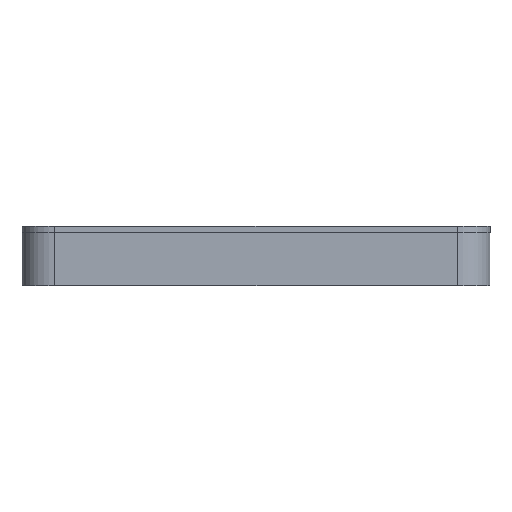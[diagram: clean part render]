
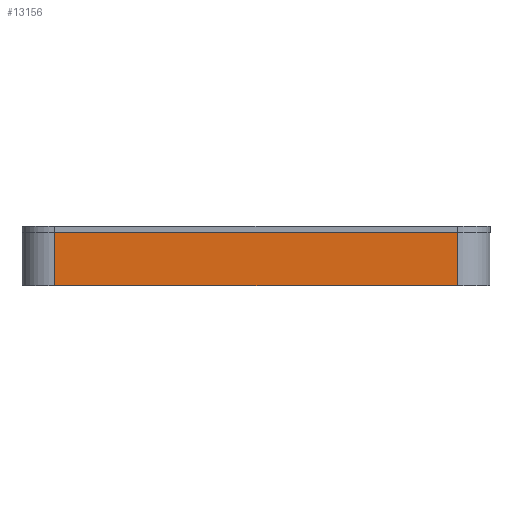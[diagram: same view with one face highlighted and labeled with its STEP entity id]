
A CAD part, front view. The second image highlights one B-rep face of the part: STEP entity #13156.
In plain terms, the highlighted planar face has unit normal (0, -1, 0).
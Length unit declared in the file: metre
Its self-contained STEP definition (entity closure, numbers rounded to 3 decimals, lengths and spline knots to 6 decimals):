
#836=PLANE('',#14473);
#1215=LINE('',#19632,#2668);
#1216=LINE('',#19635,#2669);
#1217=LINE('',#19637,#2670);
#1218=LINE('',#19639,#2671);
#2668=VECTOR('',#15952,1.);
#2669=VECTOR('',#15953,1.);
#2670=VECTOR('',#15954,1.);
#2671=VECTOR('',#15955,1.);
#4467=ORIENTED_EDGE('',*,*,#7035,.F.);
#4468=ORIENTED_EDGE('',*,*,#7036,.T.);
#4469=ORIENTED_EDGE('',*,*,#7037,.T.);
#4470=ORIENTED_EDGE('',*,*,#7038,.T.);
#7035=EDGE_CURVE('',#9075,#9076,#1215,.T.);
#7036=EDGE_CURVE('',#9075,#9077,#1216,.F.);
#7037=EDGE_CURVE('',#9077,#9078,#1217,.T.);
#7038=EDGE_CURVE('',#9078,#9076,#1218,.T.);
#9075=VERTEX_POINT('',#19633);
#9076=VERTEX_POINT('',#19634);
#9077=VERTEX_POINT('',#19636);
#9078=VERTEX_POINT('',#19638);
#11609=EDGE_LOOP('',(#4467,#4468,#4469,#4470));
#12337=FACE_BOUND('',#11609,.T.);
#13156=ADVANCED_FACE('',(#12337),#836,.T.);
#14473=AXIS2_PLACEMENT_3D('',#19631,#15950,#15951);
#15950=DIRECTION('',(0.,-1.,0.));
#15951=DIRECTION('',(1.,0.,0.));
#15952=DIRECTION('',(-1.,0.,0.));
#15953=DIRECTION('',(0.,0.,-1.));
#15954=DIRECTION('',(-1.,0.,0.));
#15955=DIRECTION('',(0.,0.,-1.));
#19631=CARTESIAN_POINT('',(0.,-0.0581,0.013));
#19632=CARTESIAN_POINT('',(0.,-0.0581,0.));
#19633=CARTESIAN_POINT('',(0.0491,-0.0581,0.));
#19634=CARTESIAN_POINT('',(-0.0491,-0.0581,0.));
#19635=CARTESIAN_POINT('',(0.0491,-0.0581,0.013));
#19636=CARTESIAN_POINT('',(0.0491,-0.0581,0.013));
#19637=CARTESIAN_POINT('',(0.,-0.0581,0.013));
#19638=CARTESIAN_POINT('',(-0.0491,-0.0581,0.013));
#19639=CARTESIAN_POINT('',(-0.0491,-0.0581,0.013));
